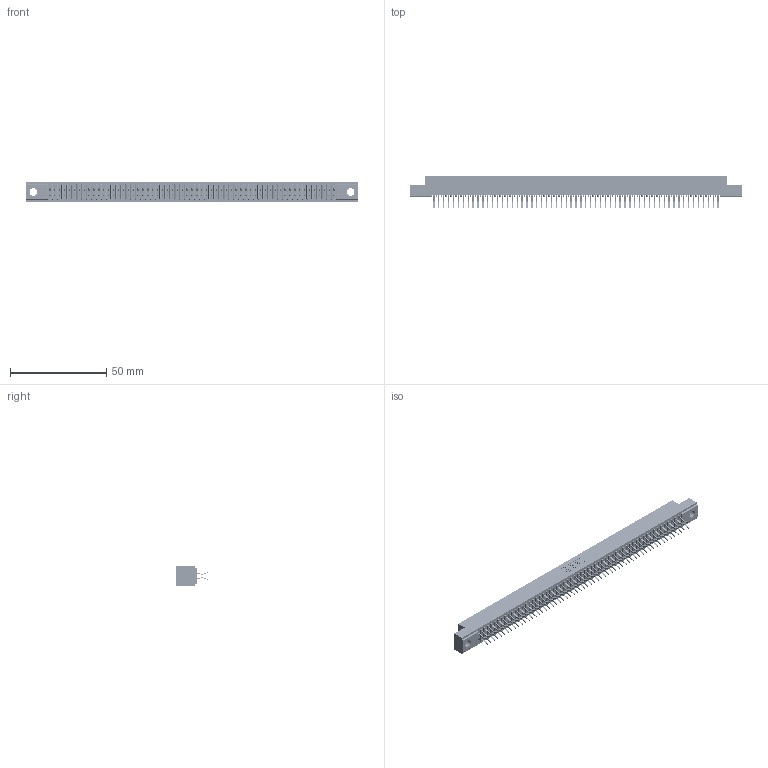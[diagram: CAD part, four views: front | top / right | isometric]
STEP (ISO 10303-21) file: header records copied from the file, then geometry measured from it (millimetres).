
FILE_DESCRIPTION (( 'STEP AP203' ), '1' );
FILE_NAME ('341-118-556-204.STEP', '2018-08-08T14:35:26', ( '' ), ( '' ), 'SwSTEP 2.0', 'SolidWorks 2016', '' );
FILE_SCHEMA (( 'CONFIG_CONTROL_DESIGN' ));
Length unit declared in the file: inch
Products named in the file (3): 341-292-001_341-292-156; 341-118-556-204; 341 Part_.156 (3.96) Dia Mounting Holes
Assembly tree (119 placements, depth 2):
  341-118-556-204
    341 Part_.156 (3.96) Dia Mounting Holes
    341-292-001_341-292-156  x118
Bounding box: 172.09 x 17.07 x 10.16 mm (x, y, z)
Volume: 12654.3 mm3; surface area: 23168.1 mm2
Topology: 119 solids, 119 shells, 8390 faces, 24365 edges, 15806 vertices
Faces by surface type: plane 4802, cylinder 3352, sphere 120, torus 116
Entity records: 69696 total; most frequent: CARTESIAN_POINT 11591, ORIENTED_EDGE 11518, DIRECTION 11233, EDGE_CURVE 5759, LINE 4673, VECTOR 4673, VERTEX_POINT 3638, AXIS2_PLACEMENT_3D 3280
